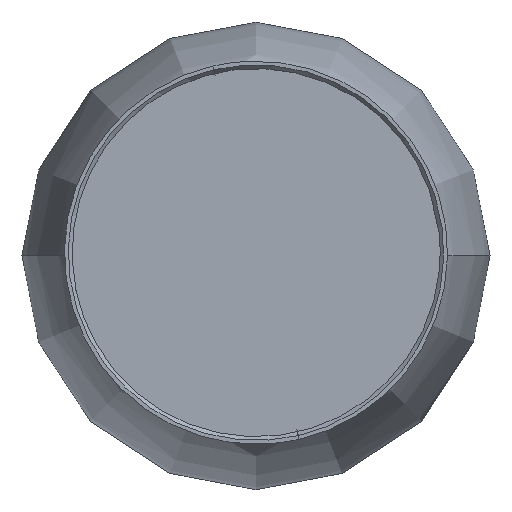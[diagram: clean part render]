
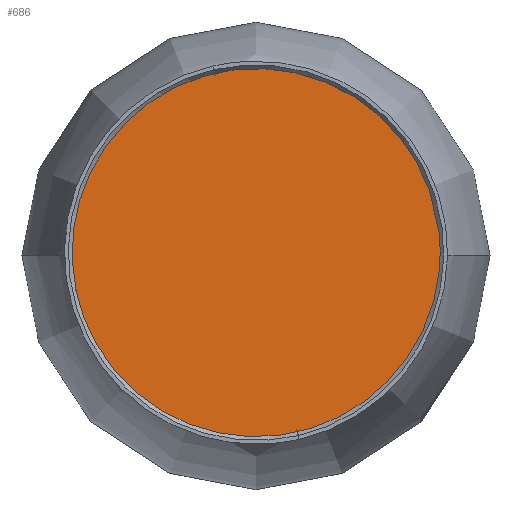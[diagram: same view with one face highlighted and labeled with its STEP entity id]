
A CAD part, top view. The second image highlights one B-rep face of the part: STEP entity #686.
In plain terms, the highlighted planar face has unit normal (0, 0, 1).
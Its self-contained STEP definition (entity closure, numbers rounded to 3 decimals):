
#686=ADVANCED_FACE('',(#1588),#15056,.T.);
#1588=FACE_OUTER_BOUND('',#2506,.T.);
#2506=EDGE_LOOP('',(#5639,#5640));
#5639=ORIENTED_EDGE('',*,*,#9310,.T.);
#5640=ORIENTED_EDGE('',*,*,#9313,.T.);
#9310=EDGE_CURVE('',#13888,#13887,#12531,.T.);
#9313=EDGE_CURVE('',#13887,#13888,#12534,.T.);
#12531=(
BOUNDED_CURVE()
B_SPLINE_CURVE(2,(#22789,#22790,#22791,#22792,#22793,#22794,#22795,#22796,
#22797),.UNSPECIFIED.,.F.,.F.)
B_SPLINE_CURVE_WITH_KNOTS((3,2,2,2,3),(-543.451,-412.588,
-281.725,-150.863,-20.),.UNSPECIFIED.)
CURVE()
GEOMETRIC_REPRESENTATION_ITEM()
RATIONAL_B_SPLINE_CURVE((1.,0.727,1.,0.727,1.,0.727,
1.,0.727,1.))
REPRESENTATION_ITEM('')
);
#12534=(
BOUNDED_CURVE()
B_SPLINE_CURVE(2,(#22803,#22804,#22805),.UNSPECIFIED.,.F.,.F.)
B_SPLINE_CURVE_WITH_KNOTS((3,3),(-20.,0.),.UNSPECIFIED.)
CURVE()
GEOMETRIC_REPRESENTATION_ITEM()
RATIONAL_B_SPLINE_CURVE((1.,1.,1.))
REPRESENTATION_ITEM('')
);
#13887=VERTEX_POINT('',#22776);
#13888=VERTEX_POINT('',#22777);
#15056=PLANE('',#16005);
#16005=AXIS2_PLACEMENT_3D('',#22773,#16727,$);
#16727=DIRECTION('',(0.,0.,1.));
#22773=CARTESIAN_POINT('',(129.102,-81.164,867.));
#22776=CARTESIAN_POINT('',(86.028,9.598,867.));
#22777=CARTESIAN_POINT('',(81.529,29.086,867.));
#22789=CARTESIAN_POINT('',(81.529,29.086,867.));
#22790=CARTESIAN_POINT('',(54.095,105.966,867.));
#22791=CARTESIAN_POINT('',(-24.245,83.029,867.));
#22792=CARTESIAN_POINT('',(-102.585,60.092,867.));
#22793=CARTESIAN_POINT('',(-84.222,-19.444,867.));
#22794=CARTESIAN_POINT('',(-65.86,-98.981,867.));
#22795=CARTESIAN_POINT('',(14.606,-85.254,867.));
#22796=CARTESIAN_POINT('',(95.073,-71.528,867.));
#22797=CARTESIAN_POINT('',(86.028,9.598,867.));
#22803=CARTESIAN_POINT('',(86.028,9.598,867.));
#22804=CARTESIAN_POINT('',(83.779,19.342,867.));
#22805=CARTESIAN_POINT('',(81.529,29.086,867.));
